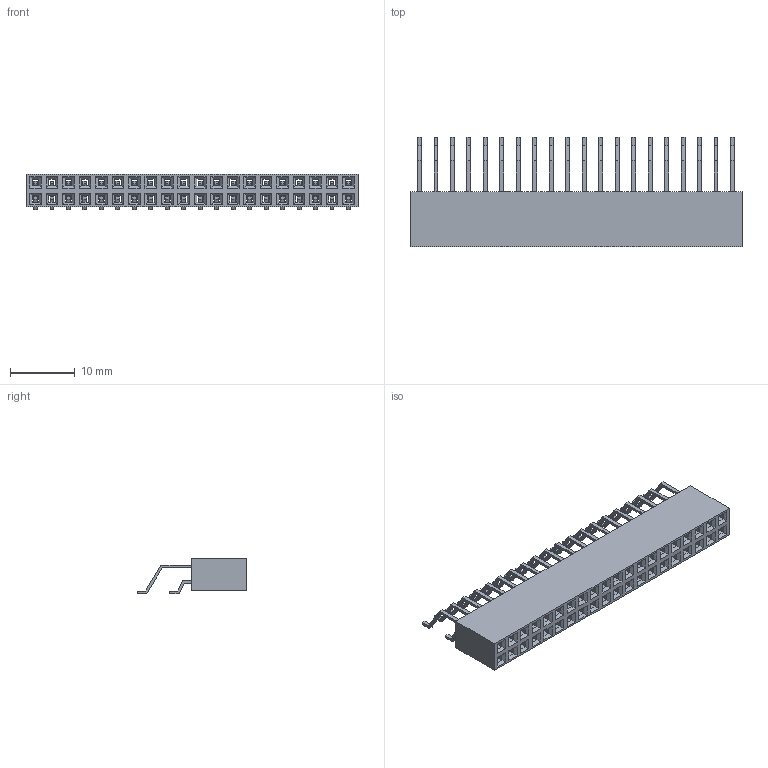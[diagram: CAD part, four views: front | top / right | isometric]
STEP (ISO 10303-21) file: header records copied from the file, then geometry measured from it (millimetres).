
FILE_DESCRIPTION(/* description */ (''),/* implementation_level */ '2;1');
FILE_NAME(/* name */ 'PM254-2-20-WS-8.5.step',/* time_stamp */ '2025-10-07T18:14:17+02:00',/* author */ (''),/* organization */ (''),/* preprocessor_version */ 'ST-DEVELOPER v20.1',/* originating_system */ 'Autodesk Translation Framework v14.10.0.0',/* authorisation */ '');
FILE_SCHEMA (('AUTOMOTIVE_DESIGN { 1 0 10303 214 3 1 1 }'));
Length unit declared in the file: millimetre
Products named in the file (3): PM254-2-20-WS-8.5; connector; pins
Assembly tree (21 placements, depth 3):
  PM254-2-20-WS-8.5
    connector
      pins  x20
Bounding box: 51.2 x 16.9 x 5.43 mm (x, y, z)
Volume: 1911.5 mm3; surface area: 3503.6 mm2
Topology: 41 solids, 41 shells, 726 faces, 1772 edges, 1128 vertices
Faces by surface type: plane 726
Entity records: 10243 total; most frequent: CARTESIAN_POINT 1750, ORIENTED_EDGE 1720, DIRECTION 1600, LINE 860, VECTOR 860, EDGE_CURVE 860, VERTEX_POINT 520, EDGE_LOOP 426
